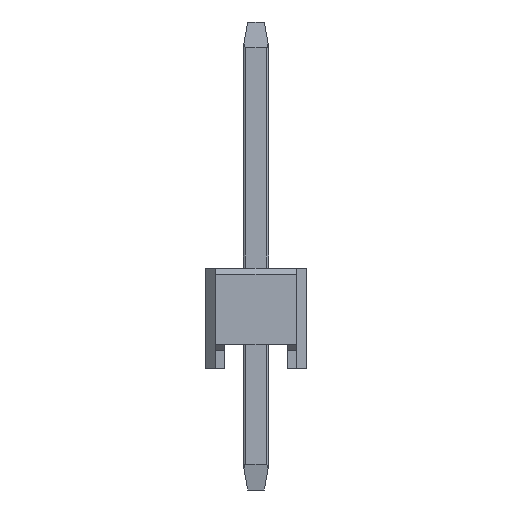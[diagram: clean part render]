
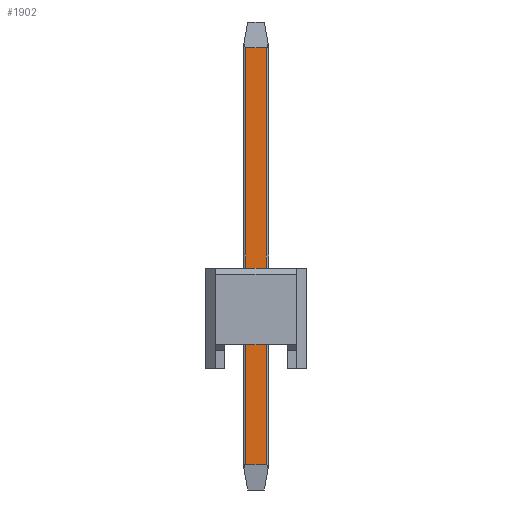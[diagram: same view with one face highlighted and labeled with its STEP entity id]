
A CAD part, left-side view. The second image highlights one B-rep face of the part: STEP entity #1902.
In plain terms, the highlighted planar face has unit normal (-1, 0, 0).
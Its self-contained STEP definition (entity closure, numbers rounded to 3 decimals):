
#123 = DIRECTION ( 'NONE',  ( 1., 0., 0. ) ) ;
#285 = CARTESIAN_POINT ( 'NONE',  ( -0.32, 0.256, 7.96 ) ) ;
#1572 = LINE ( 'NONE', #10386, #14498 ) ;
#1791 = LINE ( 'NONE', #5870, #1948 ) ;
#1902 = ADVANCED_FACE ( 'NONE', ( #12176 ), #10929, .F. ) ;
#1942 = VECTOR ( 'NONE', #5540, 1000. ) ;
#1948 = VECTOR ( 'NONE', #11558, 1000. ) ;
#2360 = CARTESIAN_POINT ( 'NONE',  ( -0.32, 0.256, -2.36 ) ) ;
#2475 = EDGE_LOOP ( 'NONE', ( #2512, #10641, #5135, #12450 ) ) ;
#2512 = ORIENTED_EDGE ( 'NONE', *, *, #11925, .T. ) ;
#2963 = AXIS2_PLACEMENT_3D ( 'NONE', #16317, #123, #7020 ) ;
#3833 = EDGE_CURVE ( 'NONE', #12306, #7277, #1791, .T. ) ;
#3942 = VERTEX_POINT ( 'NONE', #6592 ) ;
#5135 = ORIENTED_EDGE ( 'NONE', *, *, #8594, .T. ) ;
#5417 = LINE ( 'NONE', #12200, #15178 ) ;
#5540 = DIRECTION ( 'NONE',  ( 0., 0., 1. ) ) ;
#5870 = CARTESIAN_POINT ( 'NONE',  ( -0.32, 0.256, 8.6 ) ) ;
#6592 = CARTESIAN_POINT ( 'NONE',  ( -0.32, -0.256, -2.36 ) ) ;
#7020 = DIRECTION ( 'NONE',  ( 0., 1., 0. ) ) ;
#7277 = VERTEX_POINT ( 'NONE', #2360 ) ;
#8594 = EDGE_CURVE ( 'NONE', #13897, #12306, #5417, .T. ) ;
#10386 = CARTESIAN_POINT ( 'NONE',  ( -0.32, 0.32, -2.36 ) ) ;
#10641 = ORIENTED_EDGE ( 'NONE', *, *, #17326, .T. ) ;
#10929 = PLANE ( 'NONE',  #2963 ) ;
#11558 = DIRECTION ( 'NONE',  ( 0., 0., -1. ) ) ;
#11925 = EDGE_CURVE ( 'NONE', #7277, #3942, #1572, .T. ) ;
#12176 = FACE_OUTER_BOUND ( 'NONE', #2475, .T. ) ;
#12200 = CARTESIAN_POINT ( 'NONE',  ( -0.32, 0.32, 7.96 ) ) ;
#12306 = VERTEX_POINT ( 'NONE', #285 ) ;
#12450 = ORIENTED_EDGE ( 'NONE', *, *, #3833, .T. ) ;
#12546 = CARTESIAN_POINT ( 'NONE',  ( -0.32, -0.256, 7.96 ) ) ;
#13680 = DIRECTION ( 'NONE',  ( 0., 1., 0. ) ) ;
#13897 = VERTEX_POINT ( 'NONE', #12546 ) ;
#14498 = VECTOR ( 'NONE', #17132, 1000. ) ;
#14715 = CARTESIAN_POINT ( 'NONE',  ( -0.32, -0.256, 8.6 ) ) ;
#15178 = VECTOR ( 'NONE', #13680, 1000. ) ;
#16317 = CARTESIAN_POINT ( 'NONE',  ( -0.32, 0.32, 8.6 ) ) ;
#17132 = DIRECTION ( 'NONE',  ( 0., -1., 0. ) ) ;
#17326 = EDGE_CURVE ( 'NONE', #3942, #13897, #17479, .T. ) ;
#17479 = LINE ( 'NONE', #14715, #1942 ) ;
